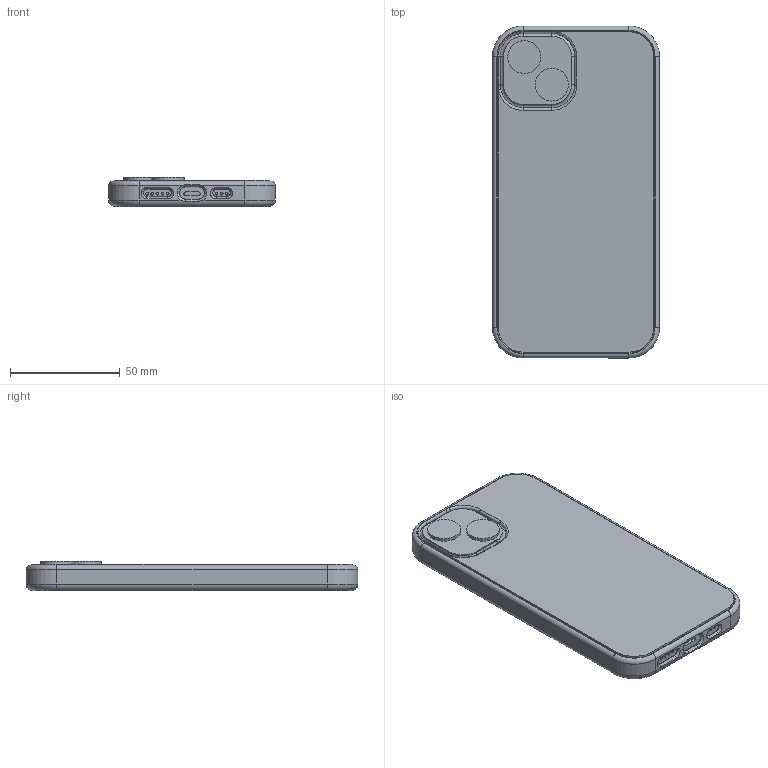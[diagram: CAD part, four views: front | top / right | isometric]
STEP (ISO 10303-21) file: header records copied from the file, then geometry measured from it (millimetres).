
FILE_DESCRIPTION(/* description */ (''),/* implementation_level */ '2;1');
FILE_NAME(/* name */ 'Day 10 - Phone Case v1.step',/* time_stamp */ '2025-10-16T20:58:15-04:00',/* author */ (''),/* organization */ (''),/* preprocessor_version */ 'ST-DEVELOPER v20.1',/* originating_system */ 'Autodesk Translation Framework v14.10.0.0',/* authorisation */ '');
FILE_SCHEMA (('AUTOMOTIVE_DESIGN { 1 0 10303 214 3 1 1 }'));
Length unit declared in the file: millimetre
Products named in the file (3): Day 10 - Phone Case; Phone; Pone Case
Assembly tree (2 placements, depth 2):
  Day 10 - Phone Case
    Phone
    Pone Case
Bounding box: 76.1 x 151.3 x 13.25 mm (x, y, z)
Volume: 110896.7 mm3; surface area: 54074.1 mm2
Topology: 2 solids, 2 shells, 250 faces, 569 edges, 336 vertices
Faces by surface type: cylinder 97, plane 83, torus 42, cone 16, bspline 12
Full cylindrical faces by diameter (mm): 1.25 x8, 15 x1, 15.036 x1
Entity records: 7251 total; most frequent: CARTESIAN_POINT 1460, DIRECTION 1269, ORIENTED_EDGE 1138, EDGE_CURVE 569, AXIS2_PLACEMENT_3D 489, VERTEX_POINT 336, LINE 291, VECTOR 291
